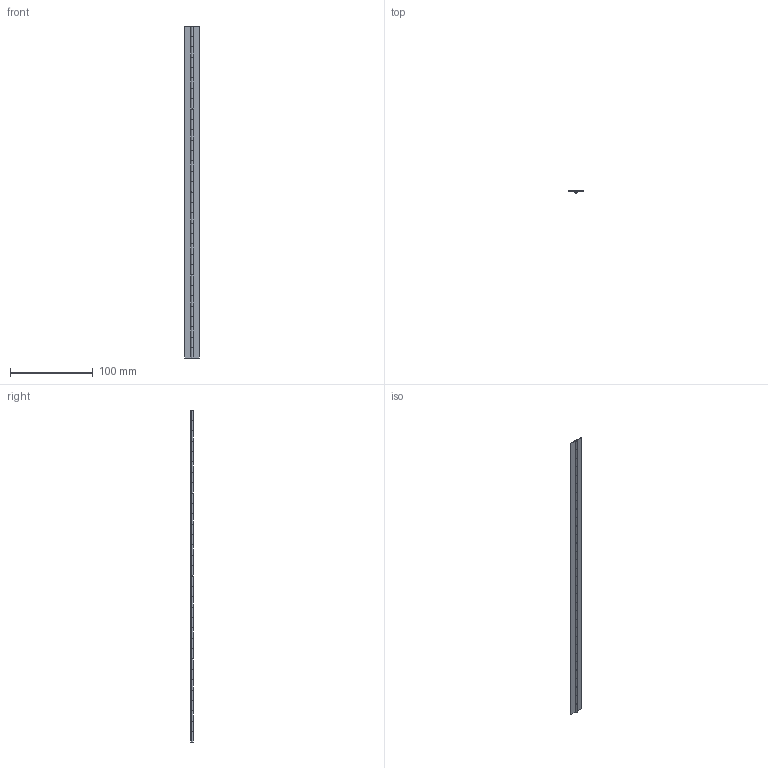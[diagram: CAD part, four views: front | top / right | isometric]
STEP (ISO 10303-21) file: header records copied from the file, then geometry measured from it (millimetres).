
FILE_DESCRIPTION((''),'2;1');
FILE_NAME('','2005-04-20T10:43:58',(''),(''),'','CADfix','');
FILE_SCHEMA(('AUTOMOTIVE_DESIGN'));
Length unit declared in the file: millimetre
Products named in the file (4): hinge piece_B; hinge piece_A; shaft; TH_TM_31_22568_36
Assembly tree (3 placements, depth 2):
  TH_TM_31_22568_36
    hinge piece_B
    hinge piece_A
    shaft
Bounding box: 18 x 2.5 x 400 mm (x, y, z)
Volume: 5049.6 mm3; surface area: 20291.7 mm2
Topology: 3 solids, 3 shells, 204 faces, 598 edges, 400 vertices
Faces by surface type: bspline 204
Entity records: 7503 total; most frequent: CARTESIAN_POINT 3990, ORIENTED_EDGE 1196, EDGE_CURVE 598, QUASI_UNIFORM_CURVE 462, VERTEX_POINT 400, EDGE_LOOP 204, FACE_OUTER_BOUND 204, ADVANCED_FACE 204
